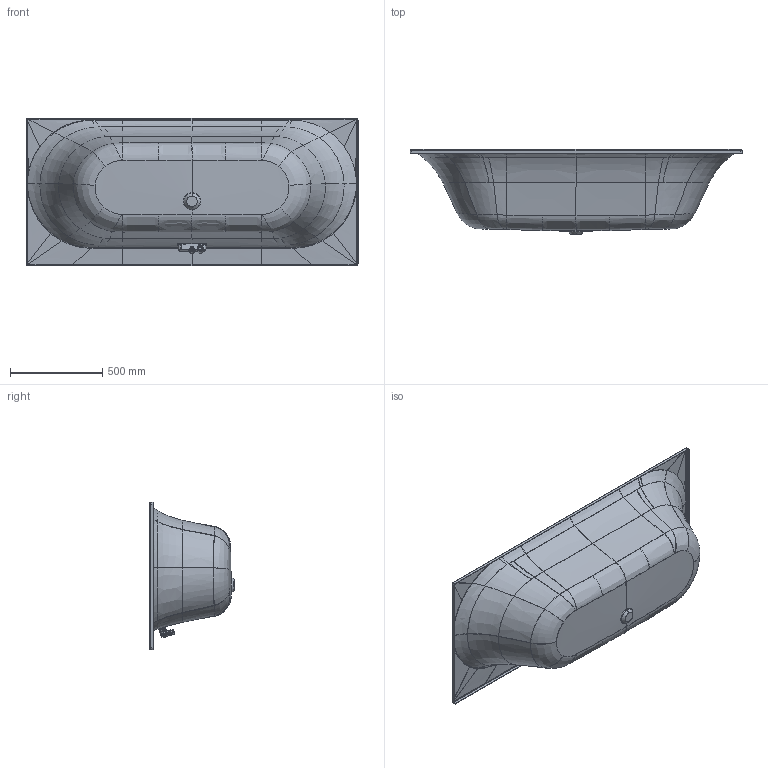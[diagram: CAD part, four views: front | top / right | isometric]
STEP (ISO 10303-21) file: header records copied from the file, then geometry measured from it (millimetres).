
FILE_DESCRIPTION((''),'2;1');
FILE_NAME('LF-180_OVAL_01022021_ASM','2021-02-01T11:07:07',('grootj'),('Villeroy & Boch Wellness bv'),'CREO PARAMETRIC BY PTC INC, 2018020','CREO PARAMETRIC BY PTC INC, 2018020','');
FILE_SCHEMA(('CONFIG_CONTROL_DESIGN'));
Products named in the file (10): L-AND-F_180X80_OVAL22102020; AFVOERDOP_MANILLA_22072020; V4P2001-302_1; V4P2001-303_1; V4P2001-305_1; V4P2001-306_1; V4P2001-024_1; INSERT_M4_R1_1; V4P2001-304_ASM_1_ASM; LF-180_OVAL_01022021_ASM
Assembly tree (11 placements, depth 3):
  LF-180_OVAL_01022021_ASM
    L-AND-F_180X80_OVAL22102020
    AFVOERDOP_MANILLA_22072020
    V4P2001-304_ASM_1_ASM
      V4P2001-302_1
      V4P2001-303_1
      V4P2001-305_1
      V4P2001-306_1
      V4P2001-024_1
      INSERT_M4_R1_1  x3
Bounding box: 1800 x 460.7 x 800 mm (x, y, z)
Volume: 7034273 mm3; surface area: 5075810.2 mm2
Topology: 10 solids, 10 shells, 1431 faces, 3812 edges, 2475 vertices
Faces by surface type: cylinder 430, plane 376, bspline 375, torus 114, cone 101, sphere 27, extrusion 8
Entity records: 77277 total; most frequent: CARTESIAN_POINT 46128, ORIENTED_EDGE 6914, DIRECTION 5812, EDGE_CURVE 3457, AXIS2_PLACEMENT_3D 2251, VERTEX_POINT 2173, EDGE_LOOP 1406, FACE_OUTER_BOUND 1335
